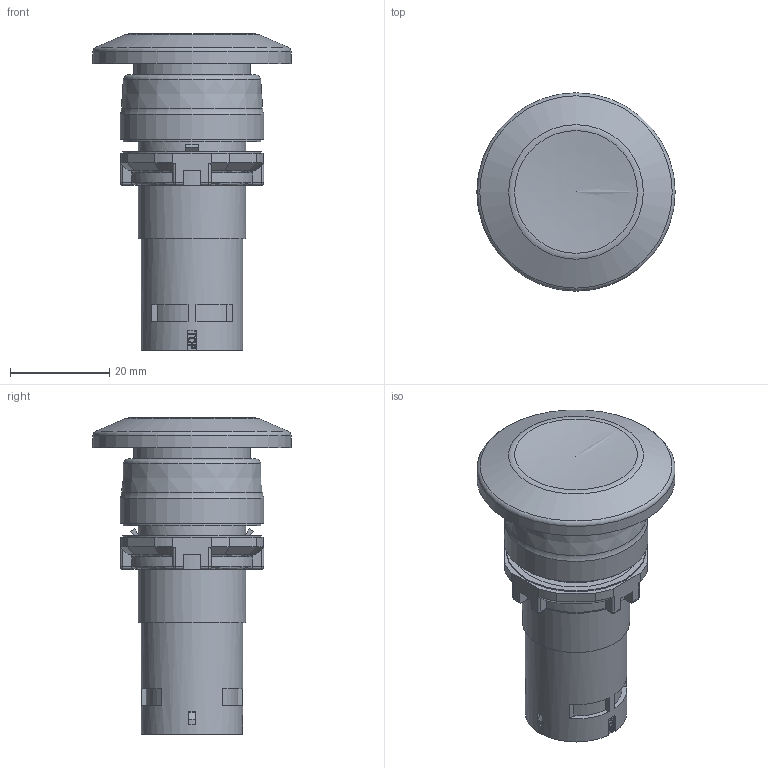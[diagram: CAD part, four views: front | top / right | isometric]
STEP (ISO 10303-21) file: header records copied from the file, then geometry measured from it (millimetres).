
FILE_DESCRIPTION(/* description */ (''),/* implementation_level */ '2;1');
FILE_NAME(/* name */ '3D_C2B-M4E11x.stp',/* time_stamp */ '2025-02-17T08:22:57+01:00',/* author */ (''),/* organization */ (''),/* preprocessor_version */ 'ST-DEVELOPER v16.7',/* originating_system */ 'SIEMENS PLM Software NX 12.0',/* authorisation */ '');
FILE_SCHEMA (('AP203_CONFIGURATION_CONTROLLED_3D_DESIGN_OF_MECHANICAL_PARTS_AND_ASSEMBLIES_MIM_LF { 1 0 10303 403 2 1 2}'));
Length unit declared in the file: millimetre
Products named in the file (1): Ferr4820BA20ted8
Bounding box: 40 x 40 x 63.79 mm (x, y, z)
Surface area: 8628.7 mm2 (no closed solid volume)
Topology: 0 solids, 11 shells, 357 faces, 1229 edges, 880 vertices
Faces by surface type: plane 149, cylinder 123, torus 48, bspline 13, cone 13, sphere 8, extrusion 3
Full cylindrical faces by diameter (mm): 20.5 x1, 21.72 x2, 23.6 x1, 27.8 x1, 28 x1, 29 x1, 40 x1
Entity records: 14631 total; most frequent: CARTESIAN_POINT 4196, DIRECTION 2119, ORIENTED_EDGE 1960, EDGE_CURVE 1200, VERTEX_POINT 868, AXIS2_PLACEMENT_3D 770, VECTOR 579, LINE 576
